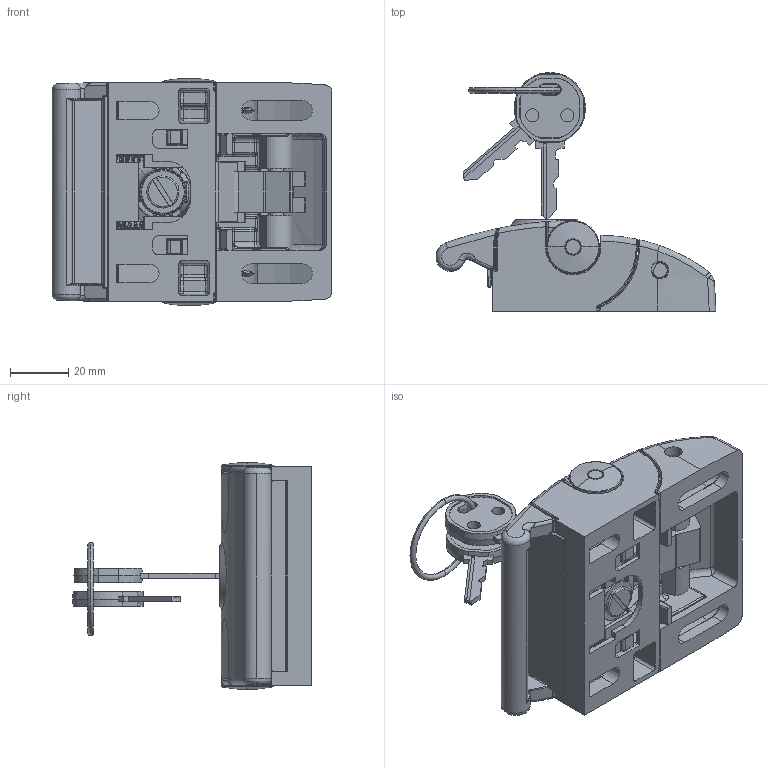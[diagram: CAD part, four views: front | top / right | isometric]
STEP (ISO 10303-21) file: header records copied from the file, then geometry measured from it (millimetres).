
FILE_DESCRIPTION (( 'STEP AP214' ), '1' );
FILE_NAME ('new products0957415.step', '2017-09-26T11:49:23', ( '' ), ( '' ), 'SwSTEP 2.0', 'SolidWorks 2017', '' );
FILE_SCHEMA (( 'AUTOMOTIVE_DESIGN' ));
Length unit declared in the file: millimetre
Products named in the file (18): 0957401r21_Standard; 0957401r21-_Standard; 0957401r21__095401r21; 0957401r21__09574D04R03; 0957408r09_0957408r09; 0957408R08_0957408R08; 0957408R07_0957408R07; 0957401r14_0957401R14; 0957408R16_Standard; 0957408R05_Standard; 0957408R04_0957408R04; 0957408R03_standard gespiegelt muss sein ; 0957408R01_0957408R01 arme verl„ngert; new products0957415; 0957415R03; 0957415R02_hook; 0957415R01_0957415R01; 0957401r16_Standard
Assembly tree (21 placements, depth 3):
  new products0957415
    0957408R01_0957408R01 arme verl„ngert
    0957408R03_standard gespiegelt muss sein 
    0957408R04_0957408R04
    0957408R05_Standard
    0957408R16_Standard  x2
    0957401r14_0957401R14
    0957408R07_0957408R07  x2
    0957408R08_0957408R08  x2
    0957408r09_0957408r09  x2
    0957401r21_Standard
      0957401r21__09574D04R03
      0957401r21__095401r21
      0957401r21-_Standard
    0957401r16_Standard
    0957415R01_0957415R01
    0957415R02_hook
    0957415R03
Bounding box: 96 x 81.94 x 77.81 mm (x, y, z)
Volume: 86622.5 mm3; surface area: 70064.4 mm2
Topology: 20 solids, 20 shells, 3686 faces, 9460 edges, 5556 vertices
Faces by surface type: plane 1268, cylinder 1202, bspline 645, torus 302, sphere 193, cone 76
Entity records: 121475 total; most frequent: CARTESIAN_POINT 45168, ORIENTED_EDGE 16502, DIRECTION 15017, EDGE_CURVE 8251, AXIS2_PLACEMENT_3D 5706, VERTEX_POINT 4936, LINE 3605, VECTOR 3605
